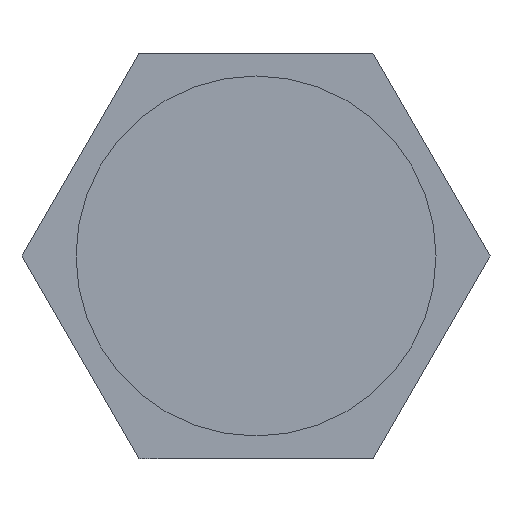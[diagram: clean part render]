
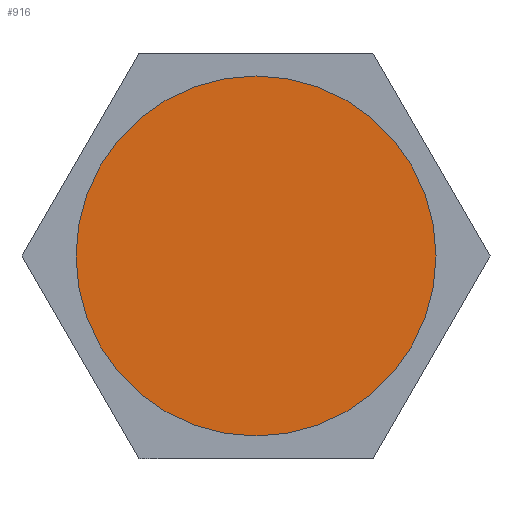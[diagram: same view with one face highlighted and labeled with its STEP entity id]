
A CAD part, front view. The second image highlights one B-rep face of the part: STEP entity #916.
In plain terms, the highlighted planar face has unit normal (0, -1, 0).
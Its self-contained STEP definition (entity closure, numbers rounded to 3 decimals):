
#620=CARTESIAN_POINT('',(10.0,0.0,0.0));
#621=VERTEX_POINT('',#620);
#637=CARTESIAN_POINT('',(-10.0,0.0,0.));
#638=VERTEX_POINT('',#637);
#645=CARTESIAN_POINT('',(0.0,0.0,0.0));
#646=DIRECTION('',(0.0,-1.0,0.0));
#647=DIRECTION('',(1.0,0.0,0.0));
#648=AXIS2_PLACEMENT_3D('',#645,#646,#647);
#649=CIRCLE('',#648,10.0);
#650=EDGE_CURVE('',#621,#638,#649,.T.);
#895=CARTESIAN_POINT('',(0.0,0.0,0.0));
#896=DIRECTION('',(0.0,-1.0,0.0));
#897=DIRECTION('',(1.0,0.0,0.0));
#898=AXIS2_PLACEMENT_3D('',#895,#896,#897);
#899=CIRCLE('',#898,10.0);
#900=EDGE_CURVE('',#638,#621,#899,.T.);
#907=CARTESIAN_POINT('',(0.0,0.0,0.0));
#908=DIRECTION('',(0.0,-1.0,0.0));
#909=DIRECTION('',(-1.0,0.0,0.0));
#910=AXIS2_PLACEMENT_3D('',#907,#908,#909);
#911=PLANE('',#910);
#912=ORIENTED_EDGE('',*,*,#650,.T.);
#913=ORIENTED_EDGE('',*,*,#900,.T.);
#914=EDGE_LOOP('',(#912,#913));
#915=FACE_OUTER_BOUND('',#914,.T.);
#916=ADVANCED_FACE('',(#915),#911,.T.);
